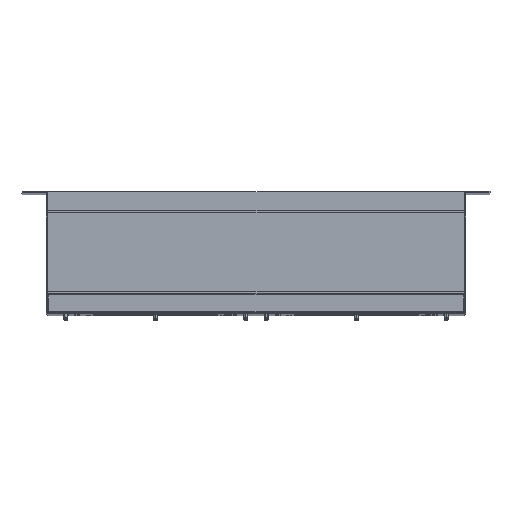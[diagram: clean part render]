
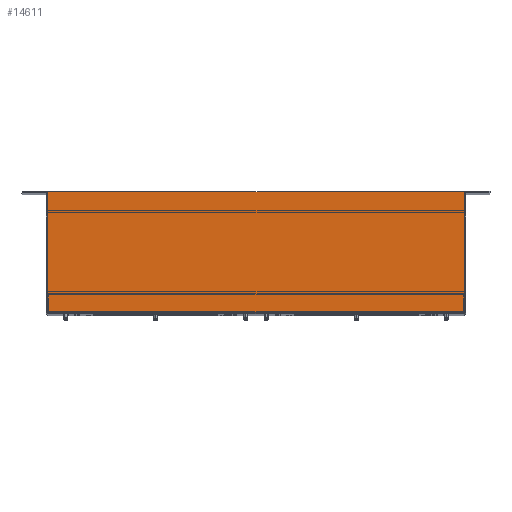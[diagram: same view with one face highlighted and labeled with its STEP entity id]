
A CAD part, top view. The second image highlights one B-rep face of the part: STEP entity #14611.
In plain terms, the highlighted planar face has unit normal (0, 0, 1).
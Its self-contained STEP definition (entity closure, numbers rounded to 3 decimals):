
#1088 = DIRECTION ( 'NONE',  ( 0., -1., 0. ) ) ;
#1317 = ORIENTED_EDGE ( 'NONE', *, *, #10756, .T. ) ;
#1427 = LINE ( 'NONE', #25123, #14684 ) ;
#2147 = FACE_OUTER_BOUND ( 'NONE', #7337, .T. ) ;
#4084 = EDGE_CURVE ( 'NONE', #23011, #25547, #1427, .T. ) ;
#4110 = DIRECTION ( 'NONE',  ( 0., 0., -1. ) ) ;
#5016 = LINE ( 'NONE', #6733, #8639 ) ;
#5200 = CARTESIAN_POINT ( 'NONE',  ( 442., 0., 0. ) ) ;
#6236 = PLANE ( 'NONE',  #27782 ) ;
#6733 = CARTESIAN_POINT ( 'NONE',  ( 0., 0., 0. ) ) ;
#7297 = LINE ( 'NONE', #16051, #26338 ) ;
#7337 = EDGE_LOOP ( 'NONE', ( #7921, #10369, #26698, #1317 ) ) ;
#7874 = LINE ( 'NONE', #5200, #23377 ) ;
#7921 = ORIENTED_EDGE ( 'NONE', *, *, #18883, .T. ) ;
#8639 = VECTOR ( 'NONE', #20108, 1000. ) ;
#9565 = DIRECTION ( 'NONE',  ( -1., 0., 0. ) ) ;
#10369 = ORIENTED_EDGE ( 'NONE', *, *, #4084, .F. ) ;
#10756 = EDGE_CURVE ( 'NONE', #21867, #14361, #7874, .T. ) ;
#14361 = VERTEX_POINT ( 'NONE', #20199 ) ;
#14611 = ADVANCED_FACE ( 'NONE', ( #2147 ), #6236, .F. ) ;
#14684 = VECTOR ( 'NONE', #18630, 1000. ) ;
#16051 = CARTESIAN_POINT ( 'NONE',  ( 442., 0., 0. ) ) ;
#16629 = CARTESIAN_POINT ( 'NONE',  ( 442., 0., 0. ) ) ;
#18197 = CARTESIAN_POINT ( 'NONE',  ( 0., -128., 0. ) ) ;
#18630 = DIRECTION ( 'NONE',  ( -1., 0., 0. ) ) ;
#18883 = EDGE_CURVE ( 'NONE', #14361, #25547, #5016, .T. ) ;
#19344 = DIRECTION ( 'NONE',  ( -1., 0., 0. ) ) ;
#20108 = DIRECTION ( 'NONE',  ( 0., -1., 0. ) ) ;
#20199 = CARTESIAN_POINT ( 'NONE',  ( 0., 0., 0. ) ) ;
#20288 = EDGE_CURVE ( 'NONE', #21867, #23011, #7297, .T. ) ;
#21867 = VERTEX_POINT ( 'NONE', #16629 ) ;
#22278 = CARTESIAN_POINT ( 'NONE',  ( 442., -128., 0. ) ) ;
#23011 = VERTEX_POINT ( 'NONE', #22278 ) ;
#23377 = VECTOR ( 'NONE', #9565, 1000. ) ;
#23434 = CARTESIAN_POINT ( 'NONE',  ( 442., 0., 0. ) ) ;
#25123 = CARTESIAN_POINT ( 'NONE',  ( 442., -128., 0. ) ) ;
#25547 = VERTEX_POINT ( 'NONE', #18197 ) ;
#26338 = VECTOR ( 'NONE', #1088, 1000. ) ;
#26698 = ORIENTED_EDGE ( 'NONE', *, *, #20288, .F. ) ;
#27782 = AXIS2_PLACEMENT_3D ( 'NONE', #23434, #4110, #19344 ) ;
